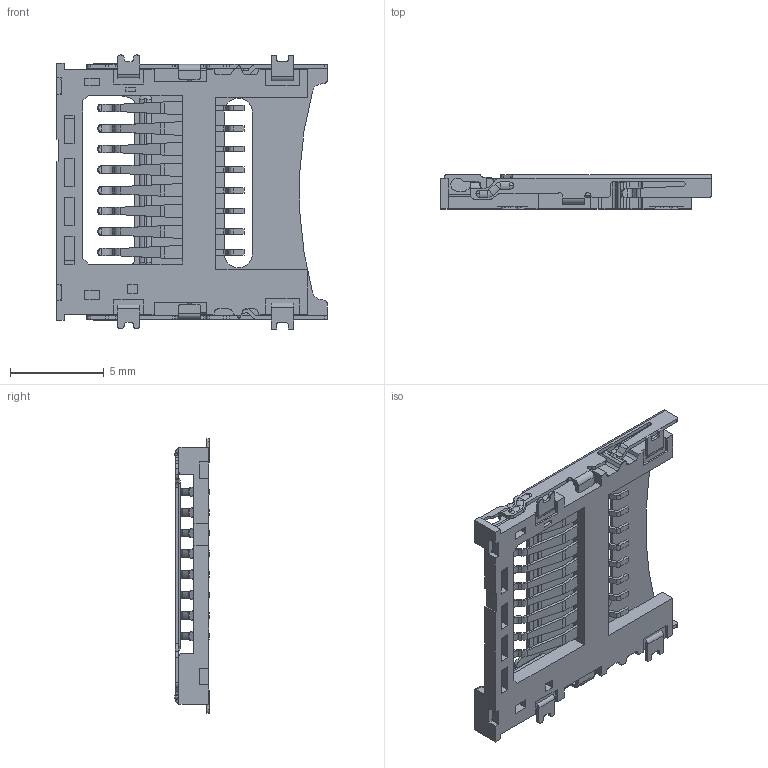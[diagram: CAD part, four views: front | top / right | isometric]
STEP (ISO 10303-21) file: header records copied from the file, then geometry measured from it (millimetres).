
FILE_DESCRIPTION(/* description */ ('STEP AP214'),/* implementation_level */ '2;1');
FILE_NAME(/* name */ 'MEM2067-02-180-00-A',/* time_stamp */ '2024-04-15T15:35:11+02:00',/* author */ ('License CC BY-ND 4.0'),/* organization */ ('CADENAS'),/* preprocessor_version */ 'ST-DEVELOPER v19.3',/* originating_system */ 'PARTsolutions',/* authorisation */ ' ');
FILE_SCHEMA (('AUTOMOTIVE_DESIGN {1 0 10303 214 3 1 1}'));
Length unit declared in the file: millimetre
Products named in the file (15): MEM2067-02-180-00-A; MEM2067-02-180-00-A_PART1; MEM2067-02-180-00-A_PART2; MEM2067-02-180-00-A_PART3; MEM2067-02-180-00-A_PART4; MEM2067-02-180-00-A_PART5; MEM2067-02-180-00-A_PART6; MEM2067-02-180-00-A_PART7; MEM2067-02-180-00-A_PART8; MEM2067-02-180-00-A_PART9; MEM2067-02-180-00-A_PART10; MEM2067-02-180-00-A_PART11; MEM2067-02-180-00-A_PART12; MEM2067-02-180-00-A_PART13; MEM2067-02-180-00-A_PART14
Assembly tree (14 placements, depth 2):
  MEM2067-02-180-00-A
    MEM2067-02-180-00-A_PART1
    MEM2067-02-180-00-A_PART2
    MEM2067-02-180-00-A_PART3
    MEM2067-02-180-00-A_PART4
    MEM2067-02-180-00-A_PART5
    MEM2067-02-180-00-A_PART6
    MEM2067-02-180-00-A_PART7
    MEM2067-02-180-00-A_PART8
    MEM2067-02-180-00-A_PART9
    MEM2067-02-180-00-A_PART10
    MEM2067-02-180-00-A_PART11
    MEM2067-02-180-00-A_PART12
    MEM2067-02-180-00-A_PART13
    MEM2067-02-180-00-A_PART14
Bounding box: 14.45 x 1.86 x 14.62 mm (x, y, z)
Volume: 114.4 mm3; surface area: 770.6 mm2
Topology: 14 solids, 14 shells, 1359 faces, 3862 edges, 2547 vertices
Faces by surface type: plane 744, cylinder 524, bspline 83, cone 8
Entity records: 45788 total; most frequent: CARTESIAN_POINT 9453, ORIENTED_EDGE 7724, DIRECTION 7476, EDGE_CURVE 3862, LINE 2620, VECTOR 2620, VERTEX_POINT 2547, AXIS2_PLACEMENT_3D 2428
